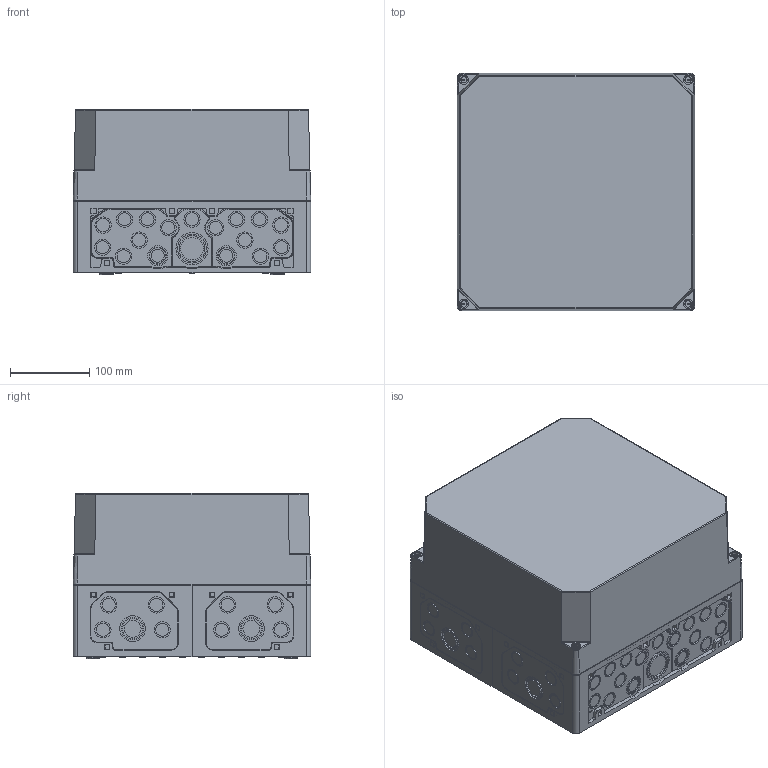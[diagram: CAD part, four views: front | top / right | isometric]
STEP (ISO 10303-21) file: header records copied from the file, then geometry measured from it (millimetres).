
FILE_DESCRIPTION( ( 'STEP AP214' ), ' ' );
FILE_NAME( '74290201.stp', '2016-04-11T15:58:06', ( '' ), ( '' ), ' ', 'PARTsolutions', ' ' );
FILE_SCHEMA( ( 'AUTOMOTIVE_DESIGN { 1 0 10303 214 1 1 1 1 }' ) );
Length unit declared in the file: millimetre
Products named in the file (5): 74290201; _Kasten-ak-2-endstk-oben; _Kasten-ak-2-endstk-unten; _Deckel-ak-2-h; _Schraube-ak2-lang
Assembly tree (7 placements, depth 2):
  74290201
    _Kasten-ak-2-endstk-oben
    _Kasten-ak-2-endstk-unten
    _Deckel-ak-2-h
    _Schraube-ak2-lang  x4
Bounding box: 300 x 300 x 209 mm (x, y, z)
Volume: 1614777.8 mm3; surface area: 970082.5 mm2
Topology: 7 solids, 7 shells, 2188 faces, 5620 edges, 3700 vertices
Faces by surface type: plane 1442, cylinder 506, cone 232, torus 8
Full cylindrical faces by diameter (mm): 3.2 x32, 6 x8, 6.5 x4, 8 x8, 8.6 x4, 9 x4, 9.5 x4, 11 x4, 11.8 x8, 14.1 x4, 16.5 x50, 20.5 x50, 21.5 x8, 25.5 x8, 28.5 x6, 32.5 x6, 36.5 x2, 40.5 x2
Entity records: 79740 total; most frequent: CARTESIAN_POINT 11398, DIRECTION 10694, ORIENTED_EDGE 10272, EDGE_CURVE 5136, AXIS2_PLACEMENT_3D 3618, VERTEX_POINT 3518, LINE 3458, VECTOR 3458
